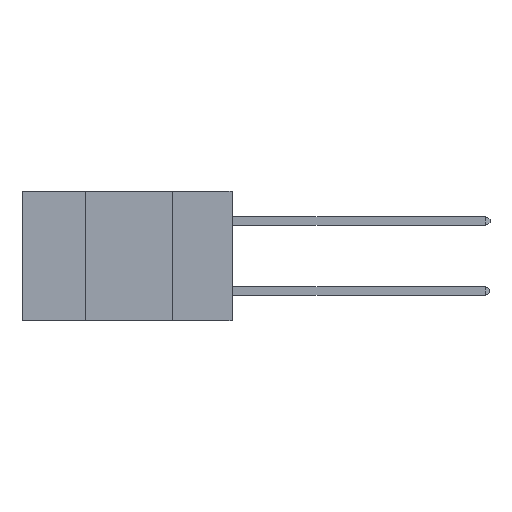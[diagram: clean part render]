
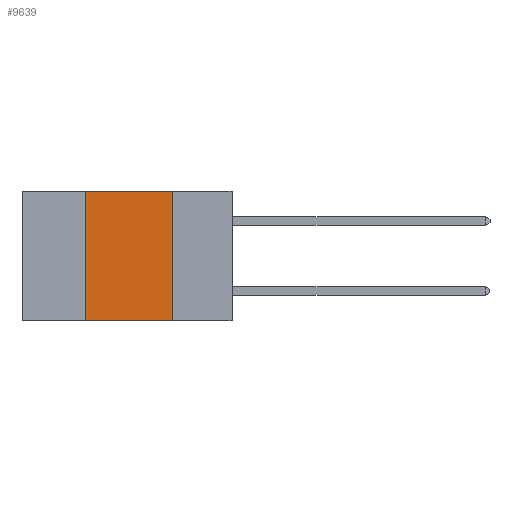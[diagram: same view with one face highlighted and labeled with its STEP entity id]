
A CAD part, left-side view. The second image highlights one B-rep face of the part: STEP entity #9639.
In plain terms, the highlighted planar face has unit normal (-1, 0, 0).
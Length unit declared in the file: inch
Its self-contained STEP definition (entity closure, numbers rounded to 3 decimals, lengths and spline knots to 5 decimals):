
#391 = CARTESIAN_POINT ( 'NONE',  ( 0., 0.42, 0. ) ) ;
#464 = DIRECTION ( 'NONE',  ( 0., -1., 0. ) ) ;
#523 = CARTESIAN_POINT ( 'NONE',  ( 0., 0.17, 0. ) ) ;
#559 = ORIENTED_EDGE ( 'NONE', *, *, #8532, .F. ) ;
#1226 = ORIENTED_EDGE ( 'NONE', *, *, #18332, .F. ) ;
#1519 = AXIS2_PLACEMENT_3D ( 'NONE', #1893, #3703, #15980 ) ;
#1561 = FACE_OUTER_BOUND ( 'NONE', #4437, .T. ) ;
#1893 = CARTESIAN_POINT ( 'NONE',  ( 0., 0.6, 0. ) ) ;
#2235 = LINE ( 'NONE', #523, #11256 ) ;
#2252 = CARTESIAN_POINT ( 'NONE',  ( 0., 0.17, 0. ) ) ;
#3344 = CARTESIAN_POINT ( 'NONE',  ( 0., 0.17, -0.37 ) ) ;
#3608 = CARTESIAN_POINT ( 'NONE',  ( 0., 0.42, 0. ) ) ;
#3703 = DIRECTION ( 'NONE',  ( 1., 0., 0. ) ) ;
#4437 = EDGE_LOOP ( 'NONE', ( #559, #15521, #1226, #7471 ) ) ;
#5026 = LINE ( 'NONE', #17529, #13831 ) ;
#5096 = VERTEX_POINT ( 'NONE', #15890 ) ;
#5491 = DIRECTION ( 'NONE',  ( 0., 0., 1. ) ) ;
#6013 = CARTESIAN_POINT ( 'NONE',  ( 0., 0.6, 0. ) ) ;
#7471 = ORIENTED_EDGE ( 'NONE', *, *, #21473, .T. ) ;
#7651 = VERTEX_POINT ( 'NONE', #3344 ) ;
#7665 = VECTOR ( 'NONE', #464, 39.37008 ) ;
#8532 = EDGE_CURVE ( 'NONE', #20481, #7651, #2235, .T. ) ;
#9502 = DIRECTION ( 'NONE',  ( 0., 0., -1. ) ) ;
#9639 = ADVANCED_FACE ( 'NONE', ( #1561 ), #14297, .F. ) ;
#9764 = EDGE_CURVE ( 'NONE', #21129, #20481, #12809, .T. ) ;
#11256 = VECTOR ( 'NONE', #9502, 39.37008 ) ;
#12809 = LINE ( 'NONE', #6013, #7665 ) ;
#13831 = VECTOR ( 'NONE', #19233, 39.37008 ) ;
#14297 = PLANE ( 'NONE',  #1519 ) ;
#15521 = ORIENTED_EDGE ( 'NONE', *, *, #9764, .F. ) ;
#15890 = CARTESIAN_POINT ( 'NONE',  ( 0., 0.42, -0.37 ) ) ;
#15980 = DIRECTION ( 'NONE',  ( 0., 0., -1. ) ) ;
#17377 = LINE ( 'NONE', #3608, #17937 ) ;
#17529 = CARTESIAN_POINT ( 'NONE',  ( 0., 0.6, -0.37 ) ) ;
#17937 = VECTOR ( 'NONE', #5491, 39.37008 ) ;
#18332 = EDGE_CURVE ( 'NONE', #5096, #21129, #17377, .T. ) ;
#19233 = DIRECTION ( 'NONE',  ( 0., -1., 0. ) ) ;
#20481 = VERTEX_POINT ( 'NONE', #2252 ) ;
#21129 = VERTEX_POINT ( 'NONE', #391 ) ;
#21473 = EDGE_CURVE ( 'NONE', #5096, #7651, #5026, .T. ) ;
